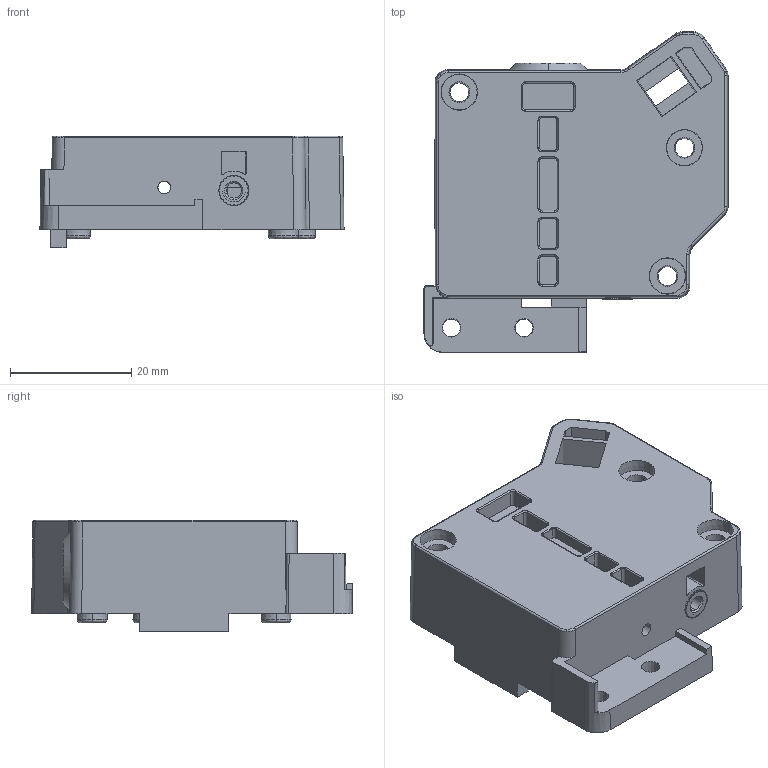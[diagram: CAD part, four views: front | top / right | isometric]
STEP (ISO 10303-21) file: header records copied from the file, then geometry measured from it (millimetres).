
FILE_DESCRIPTION (( 'STEP AP214' ), '1' );
FILE_NAME ('ｼｷｳﾝﾋﾜｽｺｸﾇ.STEP', '2025-12-01T08:23:47', ( 'Windows ﾓﾃｻｧ' ), ( '' ), 'SwSTEP 2.0', 'SolidWorks 2016', '' );
FILE_SCHEMA (( 'AUTOMOTIVE_DESIGN' ));
Length unit declared in the file: millimetre
Products named in the file (1): 撥堤喘呿蝶裔
Bounding box: 50.26 x 53.01 x 18.5 mm (x, y, z)
Volume: 12876.9 mm3; surface area: 13267.2 mm2
Topology: 2 solids, 2 shells, 691 faces, 1892 edges, 1228 vertices
Faces by surface type: cylinder 298, plane 247, cone 90, bspline 56
Entity records: 24143 total; most frequent: CARTESIAN_POINT 6570, ORIENTED_EDGE 3780, DIRECTION 3673, EDGE_CURVE 1890, AXIS2_PLACEMENT_3D 1365, VERTEX_POINT 1228, LINE 943, VECTOR 943
